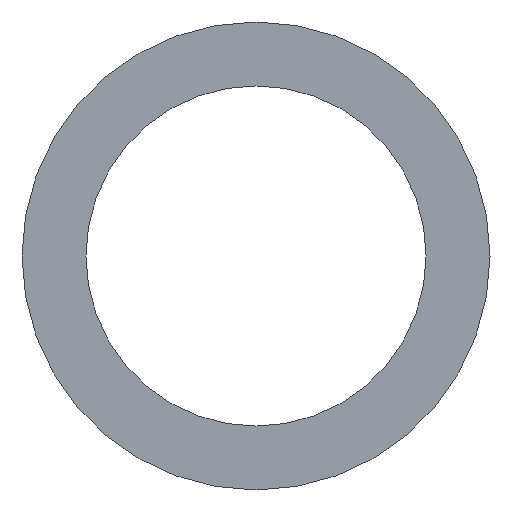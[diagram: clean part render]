
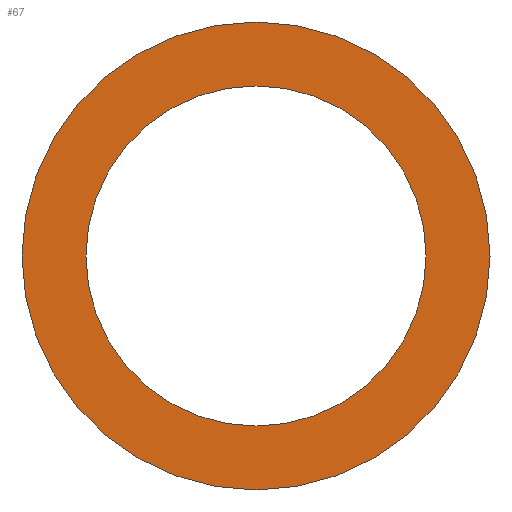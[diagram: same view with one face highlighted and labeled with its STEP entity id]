
A CAD part, left-side view. The second image highlights one B-rep face of the part: STEP entity #67.
In plain terms, the highlighted planar face has unit normal (-1, 0, 0).
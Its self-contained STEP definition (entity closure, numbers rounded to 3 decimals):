
#51 = VERTEX_POINT( '', #121 );
#53 = EDGE_CURVE( '', #57, #75, #123, .T. );
#57 = VERTEX_POINT( '', #127 );
#59 = EDGE_CURVE( '', #91, #51, #129, .T. );
#67 = ADVANCED_FACE( '', ( #137, #138 ), #139, .F. );
#75 = VERTEX_POINT( '', #148 );
#81 = EDGE_CURVE( '', #51, #91, #155, .T. );
#91 = VERTEX_POINT( '', #166 );
#95 = EDGE_CURVE( '', #75, #57, #171, .T. );
#121 = CARTESIAN_POINT( '', ( 0., 0., -181.7 ) );
#123 = CIRCLE( '', #192, 250. );
#127 = CARTESIAN_POINT( '', ( 0., 0., -250. ) );
#129 = CIRCLE( '', #201, 181.7 );
#137 = FACE_OUTER_BOUND( '', #211, .T. );
#138 = FACE_BOUND( '', #212, .T. );
#139 = PLANE( '', #213 );
#148 = CARTESIAN_POINT( '', ( 0., 0., 250. ) );
#155 = CIRCLE( '', #231, 181.7 );
#166 = CARTESIAN_POINT( '', ( 0., 0., 181.7 ) );
#171 = CIRCLE( '', #249, 250. );
#192 = AXIS2_PLACEMENT_3D( '', #266, #267, #268 );
#201 = AXIS2_PLACEMENT_3D( '', #270, #271, #272 );
#211 = EDGE_LOOP( '', ( #275, #276 ) );
#212 = EDGE_LOOP( '', ( #277, #278 ) );
#213 = AXIS2_PLACEMENT_3D( '', #279, #280, #281 );
#231 = AXIS2_PLACEMENT_3D( '', #305, #306, #307 );
#249 = AXIS2_PLACEMENT_3D( '', #327, #328, #329 );
#266 = CARTESIAN_POINT( '', ( 0., 0., 0. ) );
#267 = DIRECTION( '', ( 1., 0., 0. ) );
#268 = DIRECTION( '', ( 0., 0., -1. ) );
#270 = CARTESIAN_POINT( '', ( 0., 0., 0. ) );
#271 = DIRECTION( '', ( 1., 0., 0. ) );
#272 = DIRECTION( '', ( 0., 0., -1. ) );
#275 = ORIENTED_EDGE( '', *, *, #53, .F. );
#276 = ORIENTED_EDGE( '', *, *, #95, .F. );
#277 = ORIENTED_EDGE( '', *, *, #81, .T. );
#278 = ORIENTED_EDGE( '', *, *, #59, .T. );
#279 = CARTESIAN_POINT( '', ( 0., 0., 0. ) );
#280 = DIRECTION( '', ( 1., 0., 0. ) );
#281 = DIRECTION( '', ( 0., 0., -1. ) );
#305 = CARTESIAN_POINT( '', ( 0., 0., 0. ) );
#306 = DIRECTION( '', ( 1., 0., 0. ) );
#307 = DIRECTION( '', ( 0., 0., -1. ) );
#327 = CARTESIAN_POINT( '', ( 0., 0., 0. ) );
#328 = DIRECTION( '', ( 1., 0., 0. ) );
#329 = DIRECTION( '', ( 0., 0., -1. ) );
